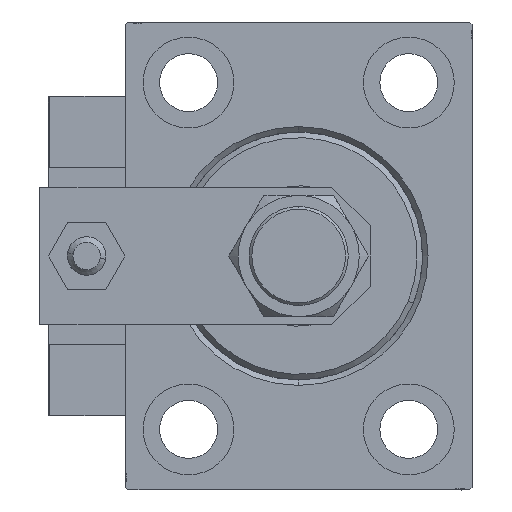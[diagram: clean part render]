
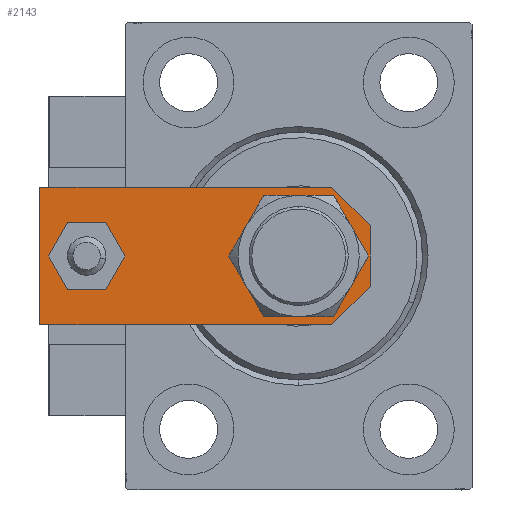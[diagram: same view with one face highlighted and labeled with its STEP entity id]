
A CAD part, left-side view. The second image highlights one B-rep face of the part: STEP entity #2143.
In plain terms, the highlighted face is planar.
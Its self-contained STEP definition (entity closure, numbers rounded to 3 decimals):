
#173 = VERTEX_POINT ( 'NONE', #6410 ) ;
#927 = AXIS2_PLACEMENT_3D ( 'NONE', #46370, #10513, #11542 ) ;
#1180 = VERTEX_POINT ( 'NONE', #27487 ) ;
#2143 = ADVANCED_FACE ( 'NONE', ( #26722, #26213, #14436 ), #30416, .T. ) ;
#2381 = VECTOR ( 'NONE', #48897, 1000. ) ;
#3545 = EDGE_LOOP ( 'NONE', ( #20648, #5041 ) ) ;
#3832 = CIRCLE ( 'NONE', #17169, 4. ) ;
#4276 = ORIENTED_EDGE ( 'NONE', *, *, #23698, .T. ) ;
#4579 = CARTESIAN_POINT ( 'NONE',  ( 12.5, 7., 6. ) ) ;
#5041 = ORIENTED_EDGE ( 'NONE', *, *, #12858, .F. ) ;
#5272 = ORIENTED_EDGE ( 'NONE', *, *, #21592, .F. ) ;
#5355 = CARTESIAN_POINT ( 'NONE',  ( -12.5, 7., 6. ) ) ;
#5605 = ORIENTED_EDGE ( 'NONE', *, *, #35684, .T. ) ;
#5703 = CARTESIAN_POINT ( 'NONE',  ( 12.5, 60., 6. ) ) ;
#6410 = CARTESIAN_POINT ( 'NONE',  ( 4., 51.5, 6. ) ) ;
#9367 = DIRECTION ( 'NONE',  ( 1., 0., 0. ) ) ;
#10513 = DIRECTION ( 'NONE',  ( 0., 0., 1. ) ) ;
#11542 = DIRECTION ( 'NONE',  ( 1., 0., 0. ) ) ;
#11935 = CARTESIAN_POINT ( 'NONE',  ( 5.5, 0., 6. ) ) ;
#11948 = ORIENTED_EDGE ( 'NONE', *, *, #20982, .F. ) ;
#12858 = EDGE_CURVE ( 'NONE', #39494, #18540, #39675, .T. ) ;
#13519 = DIRECTION ( 'NONE',  ( 0., 0., 1. ) ) ;
#14340 = EDGE_CURVE ( 'NONE', #37736, #17222, #27856, .T. ) ;
#14436 = FACE_BOUND ( 'NONE', #3545, .T. ) ;
#14557 = CIRCLE ( 'NONE', #21245, 4. ) ;
#15418 = ORIENTED_EDGE ( 'NONE', *, *, #25877, .T. ) ;
#16575 = DIRECTION ( 'NONE',  ( 0.707, 0.707, 0. ) ) ;
#16892 = EDGE_LOOP ( 'NONE', ( #5272, #11948 ) ) ;
#17060 = ORIENTED_EDGE ( 'NONE', *, *, #14340, .T. ) ;
#17169 = AXIS2_PLACEMENT_3D ( 'NONE', #20537, #44612, #28897 ) ;
#17222 = VERTEX_POINT ( 'NONE', #4579 ) ;
#17709 = CARTESIAN_POINT ( 'NONE',  ( 0., 13., 6. ) ) ;
#18113 = CARTESIAN_POINT ( 'NONE',  ( -4., 51.5, 6. ) ) ;
#18540 = VERTEX_POINT ( 'NONE', #30648 ) ;
#19143 = LINE ( 'NONE', #30933, #47539 ) ;
#20537 = CARTESIAN_POINT ( 'NONE',  ( 0., 51.5, 6. ) ) ;
#20648 = ORIENTED_EDGE ( 'NONE', *, *, #24465, .F. ) ;
#20982 = EDGE_CURVE ( 'NONE', #173, #43201, #14557, .T. ) ;
#21245 = AXIS2_PLACEMENT_3D ( 'NONE', #45748, #37381, #9367 ) ;
#21395 = VECTOR ( 'NONE', #39347, 1000. ) ;
#21592 = EDGE_CURVE ( 'NONE', #43201, #173, #3832, .T. ) ;
#23698 = EDGE_CURVE ( 'NONE', #37246, #37736, #40381, .T. ) ;
#24465 = EDGE_CURVE ( 'NONE', #18540, #39494, #45601, .T. ) ;
#24648 = VECTOR ( 'NONE', #36450, 1000. ) ;
#25877 = EDGE_CURVE ( 'NONE', #49517, #47158, #42759, .T. ) ;
#26213 = FACE_OUTER_BOUND ( 'NONE', #37158, .T. ) ;
#26666 = CARTESIAN_POINT ( 'NONE',  ( 8.25, 13., 6. ) ) ;
#26722 = FACE_BOUND ( 'NONE', #16892, .T. ) ;
#26776 = CARTESIAN_POINT ( 'NONE',  ( -12.5, 60., 6. ) ) ;
#27091 = AXIS2_PLACEMENT_3D ( 'NONE', #39015, #35070, #46862 ) ;
#27464 = VECTOR ( 'NONE', #38539, 1000. ) ;
#27487 = CARTESIAN_POINT ( 'NONE',  ( 12.5, 60., 6. ) ) ;
#27777 = LINE ( 'NONE', #43757, #27464 ) ;
#27856 = LINE ( 'NONE', #43574, #37179 ) ;
#28897 = DIRECTION ( 'NONE',  ( 1., 0., 0. ) ) ;
#29276 = CARTESIAN_POINT ( 'NONE',  ( -5.5, 0., 6. ) ) ;
#30416 = PLANE ( 'NONE',  #927 ) ;
#30648 = CARTESIAN_POINT ( 'NONE',  ( -8.25, 13., 6. ) ) ;
#30933 = CARTESIAN_POINT ( 'NONE',  ( 12.5, 0., 6. ) ) ;
#31381 = AXIS2_PLACEMENT_3D ( 'NONE', #17709, #13519, #36578 ) ;
#31962 = EDGE_CURVE ( 'NONE', #17222, #1180, #19143, .T. ) ;
#32676 = DIRECTION ( 'NONE',  ( 0., 1., 0. ) ) ;
#34808 = EDGE_CURVE ( 'NONE', #1180, #49517, #37110, .T. ) ;
#35070 = DIRECTION ( 'NONE',  ( 0., 0., 1. ) ) ;
#35684 = EDGE_CURVE ( 'NONE', #47158, #37246, #27777, .T. ) ;
#36450 = DIRECTION ( 'NONE',  ( 1., 0., 0. ) ) ;
#36578 = DIRECTION ( 'NONE',  ( 1., 0., 0. ) ) ;
#37110 = LINE ( 'NONE', #5703, #2381 ) ;
#37158 = EDGE_LOOP ( 'NONE', ( #15418, #5605, #4276, #17060, #46298, #43317 ) ) ;
#37179 = VECTOR ( 'NONE', #16575, 1000. ) ;
#37246 = VERTEX_POINT ( 'NONE', #29276 ) ;
#37381 = DIRECTION ( 'NONE',  ( 0., 0., 1. ) ) ;
#37736 = VERTEX_POINT ( 'NONE', #11935 ) ;
#38539 = DIRECTION ( 'NONE',  ( 0.707, -0.707, 0. ) ) ;
#38832 = CARTESIAN_POINT ( 'NONE',  ( -12.5, 60., 6. ) ) ;
#39015 = CARTESIAN_POINT ( 'NONE',  ( 0., 13., 6. ) ) ;
#39347 = DIRECTION ( 'NONE',  ( 0., -1., 0. ) ) ;
#39494 = VERTEX_POINT ( 'NONE', #26666 ) ;
#39675 = CIRCLE ( 'NONE', #27091, 8.25 ) ;
#40381 = LINE ( 'NONE', #47715, #24648 ) ;
#42759 = LINE ( 'NONE', #26776, #21395 ) ;
#43201 = VERTEX_POINT ( 'NONE', #18113 ) ;
#43317 = ORIENTED_EDGE ( 'NONE', *, *, #34808, .T. ) ;
#43574 = CARTESIAN_POINT ( 'NONE',  ( 2.75, -2.75, 6. ) ) ;
#43757 = CARTESIAN_POINT ( 'NONE',  ( -2.75, -2.75, 6. ) ) ;
#44612 = DIRECTION ( 'NONE',  ( 0., 0., 1. ) ) ;
#45601 = CIRCLE ( 'NONE', #31381, 8.25 ) ;
#45748 = CARTESIAN_POINT ( 'NONE',  ( 0., 51.5, 6. ) ) ;
#46298 = ORIENTED_EDGE ( 'NONE', *, *, #31962, .T. ) ;
#46370 = CARTESIAN_POINT ( 'NONE',  ( 0., 0., 6. ) ) ;
#46862 = DIRECTION ( 'NONE',  ( 1., 0., 0. ) ) ;
#47158 = VERTEX_POINT ( 'NONE', #5355 ) ;
#47539 = VECTOR ( 'NONE', #32676, 1000. ) ;
#47715 = CARTESIAN_POINT ( 'NONE',  ( -12.5, 0., 6. ) ) ;
#48897 = DIRECTION ( 'NONE',  ( -1., 0., 0. ) ) ;
#49517 = VERTEX_POINT ( 'NONE', #38832 ) ;
